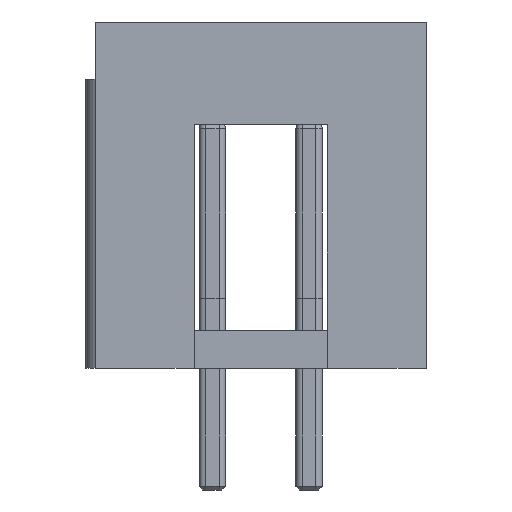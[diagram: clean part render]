
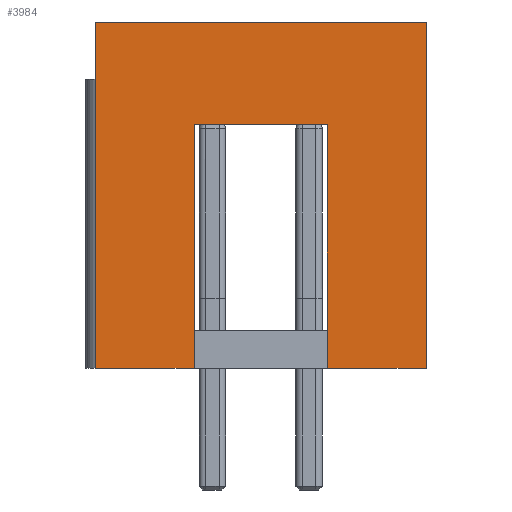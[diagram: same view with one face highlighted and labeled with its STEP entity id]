
A CAD part, left-side view. The second image highlights one B-rep face of the part: STEP entity #3984.
In plain terms, the highlighted planar face has unit normal (-1, 0, 0).
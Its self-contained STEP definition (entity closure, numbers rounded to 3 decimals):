
#69 = PLANE('',#70);
#70 = AXIS2_PLACEMENT_3D('',#71,#72,#73);
#71 = CARTESIAN_POINT('',(0.,0.,0.));
#72 = DIRECTION('',(0.,0.,1.));
#73 = DIRECTION('',(1.,0.,-0.));
#94 = VERTEX_POINT('',#95);
#95 = CARTESIAN_POINT('',(-12.88,4.35,0.));
#109 = PLANE('',#110);
#110 = AXIS2_PLACEMENT_3D('',#111,#112,#113);
#111 = CARTESIAN_POINT('',(12.88,4.35,0.));
#112 = DIRECTION('',(0.,-1.,0.));
#113 = DIRECTION('',(-1.,0.,0.));
#121 = EDGE_CURVE('',#94,#122,#124,.T.);
#122 = VERTEX_POINT('',#123);
#123 = CARTESIAN_POINT('',(-12.88,1.75,0.));
#124 = SURFACE_CURVE('',#125,(#129,#136),.PCURVE_S1.);
#125 = LINE('',#126,#127);
#126 = CARTESIAN_POINT('',(-12.88,4.35,0.));
#127 = VECTOR('',#128,1.);
#128 = DIRECTION('',(0.,-1.,0.));
#129 = PCURVE('',#69,#130);
#130 = DEFINITIONAL_REPRESENTATION('',(#131),#135);
#131 = LINE('',#132,#133);
#132 = CARTESIAN_POINT('',(-12.88,4.35));
#133 = VECTOR('',#134,1.);
#134 = DIRECTION('',(0.,-1.));
#135 = ( GEOMETRIC_REPRESENTATION_CONTEXT(2) 
PARAMETRIC_REPRESENTATION_CONTEXT() REPRESENTATION_CONTEXT('2D SPACE',''
  ) );
#136 = PCURVE('',#137,#142);
#137 = PLANE('',#138);
#138 = AXIS2_PLACEMENT_3D('',#139,#140,#141);
#139 = CARTESIAN_POINT('',(-12.88,4.35,0.));
#140 = DIRECTION('',(1.,0.,-0.));
#141 = DIRECTION('',(0.,-1.,0.));
#142 = DEFINITIONAL_REPRESENTATION('',(#143),#147);
#143 = LINE('',#144,#145);
#144 = CARTESIAN_POINT('',(0.,0.));
#145 = VECTOR('',#146,1.);
#146 = DIRECTION('',(1.,0.));
#147 = ( GEOMETRIC_REPRESENTATION_CONTEXT(2) 
PARAMETRIC_REPRESENTATION_CONTEXT() REPRESENTATION_CONTEXT('2D SPACE',''
  ) );
#165 = PLANE('',#166);
#166 = AXIS2_PLACEMENT_3D('',#167,#168,#169);
#167 = CARTESIAN_POINT('',(-11.88,1.75,0.));
#168 = DIRECTION('',(0.,-1.,0.));
#169 = DIRECTION('',(-1.,0.,0.));
#206 = VERTEX_POINT('',#207);
#207 = CARTESIAN_POINT('',(-12.88,-1.75,0.));
#221 = PLANE('',#222);
#222 = AXIS2_PLACEMENT_3D('',#223,#224,#225);
#223 = CARTESIAN_POINT('',(-12.88,-1.75,0.));
#224 = DIRECTION('',(0.,1.,0.));
#225 = DIRECTION('',(1.,0.,0.));
#233 = EDGE_CURVE('',#206,#234,#236,.T.);
#234 = VERTEX_POINT('',#235);
#235 = CARTESIAN_POINT('',(-12.88,-4.35,0.));
#236 = SURFACE_CURVE('',#237,(#241,#248),.PCURVE_S1.);
#237 = LINE('',#238,#239);
#238 = CARTESIAN_POINT('',(-12.88,4.35,0.));
#239 = VECTOR('',#240,1.);
#240 = DIRECTION('',(0.,-1.,0.));
#241 = PCURVE('',#69,#242);
#242 = DEFINITIONAL_REPRESENTATION('',(#243),#247);
#243 = LINE('',#244,#245);
#244 = CARTESIAN_POINT('',(-12.88,4.35));
#245 = VECTOR('',#246,1.);
#246 = DIRECTION('',(0.,-1.));
#247 = ( GEOMETRIC_REPRESENTATION_CONTEXT(2) 
PARAMETRIC_REPRESENTATION_CONTEXT() REPRESENTATION_CONTEXT('2D SPACE',''
  ) );
#248 = PCURVE('',#137,#249);
#249 = DEFINITIONAL_REPRESENTATION('',(#250),#254);
#250 = LINE('',#251,#252);
#251 = CARTESIAN_POINT('',(0.,0.));
#252 = VECTOR('',#253,1.);
#253 = DIRECTION('',(1.,0.));
#254 = ( GEOMETRIC_REPRESENTATION_CONTEXT(2) 
PARAMETRIC_REPRESENTATION_CONTEXT() REPRESENTATION_CONTEXT('2D SPACE',''
  ) );
#272 = PLANE('',#273);
#273 = AXIS2_PLACEMENT_3D('',#274,#275,#276);
#274 = CARTESIAN_POINT('',(-12.88,-4.35,0.));
#275 = DIRECTION('',(0.,1.,0.));
#276 = DIRECTION('',(1.,0.,0.));
#3753 = VERTEX_POINT('',#3754);
#3754 = CARTESIAN_POINT('',(-12.88,4.35,9.1));
#3768 = PLANE('',#3769);
#3769 = AXIS2_PLACEMENT_3D('',#3770,#3771,#3772);
#3770 = CARTESIAN_POINT('',(0.,0.,9.1));
#3771 = DIRECTION('',(0.,0.,1.));
#3772 = DIRECTION('',(1.,0.,-0.));
#3780 = EDGE_CURVE('',#94,#3753,#3781,.T.);
#3781 = SURFACE_CURVE('',#3782,(#3786,#3793),.PCURVE_S1.);
#3782 = LINE('',#3783,#3784);
#3783 = CARTESIAN_POINT('',(-12.88,4.35,0.));
#3784 = VECTOR('',#3785,1.);
#3785 = DIRECTION('',(0.,0.,1.));
#3786 = PCURVE('',#109,#3787);
#3787 = DEFINITIONAL_REPRESENTATION('',(#3788),#3792);
#3788 = LINE('',#3789,#3790);
#3789 = CARTESIAN_POINT('',(25.76,0.));
#3790 = VECTOR('',#3791,1.);
#3791 = DIRECTION('',(0.,-1.));
#3792 = ( GEOMETRIC_REPRESENTATION_CONTEXT(2) 
PARAMETRIC_REPRESENTATION_CONTEXT() REPRESENTATION_CONTEXT('2D SPACE',''
  ) );
#3793 = PCURVE('',#137,#3794);
#3794 = DEFINITIONAL_REPRESENTATION('',(#3795),#3799);
#3795 = LINE('',#3796,#3797);
#3796 = CARTESIAN_POINT('',(0.,0.));
#3797 = VECTOR('',#3798,1.);
#3798 = DIRECTION('',(0.,-1.));
#3799 = ( GEOMETRIC_REPRESENTATION_CONTEXT(2) 
PARAMETRIC_REPRESENTATION_CONTEXT() REPRESENTATION_CONTEXT('2D SPACE',''
  ) );
#3984 = ADVANCED_FACE('',(#3985),#137,.F.);
#3985 = FACE_BOUND('',#3986,.F.);
#3986 = EDGE_LOOP('',(#3987,#3988,#3989,#4012,#4033,#4034,#4057,#4085));
#3987 = ORIENTED_EDGE('',*,*,#121,.F.);
#3988 = ORIENTED_EDGE('',*,*,#3780,.T.);
#3989 = ORIENTED_EDGE('',*,*,#3990,.T.);
#3990 = EDGE_CURVE('',#3753,#3991,#3993,.T.);
#3991 = VERTEX_POINT('',#3992);
#3992 = CARTESIAN_POINT('',(-12.88,-4.35,9.1));
#3993 = SURFACE_CURVE('',#3994,(#3998,#4005),.PCURVE_S1.);
#3994 = LINE('',#3995,#3996);
#3995 = CARTESIAN_POINT('',(-12.88,4.35,9.1));
#3996 = VECTOR('',#3997,1.);
#3997 = DIRECTION('',(0.,-1.,0.));
#3998 = PCURVE('',#137,#3999);
#3999 = DEFINITIONAL_REPRESENTATION('',(#4000),#4004);
#4000 = LINE('',#4001,#4002);
#4001 = CARTESIAN_POINT('',(0.,-9.1));
#4002 = VECTOR('',#4003,1.);
#4003 = DIRECTION('',(1.,0.));
#4004 = ( GEOMETRIC_REPRESENTATION_CONTEXT(2) 
PARAMETRIC_REPRESENTATION_CONTEXT() REPRESENTATION_CONTEXT('2D SPACE',''
  ) );
#4005 = PCURVE('',#3768,#4006);
#4006 = DEFINITIONAL_REPRESENTATION('',(#4007),#4011);
#4007 = LINE('',#4008,#4009);
#4008 = CARTESIAN_POINT('',(-12.88,4.35));
#4009 = VECTOR('',#4010,1.);
#4010 = DIRECTION('',(0.,-1.));
#4011 = ( GEOMETRIC_REPRESENTATION_CONTEXT(2) 
PARAMETRIC_REPRESENTATION_CONTEXT() REPRESENTATION_CONTEXT('2D SPACE',''
  ) );
#4012 = ORIENTED_EDGE('',*,*,#4013,.F.);
#4013 = EDGE_CURVE('',#234,#3991,#4014,.T.);
#4014 = SURFACE_CURVE('',#4015,(#4019,#4026),.PCURVE_S1.);
#4015 = LINE('',#4016,#4017);
#4016 = CARTESIAN_POINT('',(-12.88,-4.35,0.));
#4017 = VECTOR('',#4018,1.);
#4018 = DIRECTION('',(0.,0.,1.));
#4019 = PCURVE('',#137,#4020);
#4020 = DEFINITIONAL_REPRESENTATION('',(#4021),#4025);
#4021 = LINE('',#4022,#4023);
#4022 = CARTESIAN_POINT('',(8.7,0.));
#4023 = VECTOR('',#4024,1.);
#4024 = DIRECTION('',(0.,-1.));
#4025 = ( GEOMETRIC_REPRESENTATION_CONTEXT(2) 
PARAMETRIC_REPRESENTATION_CONTEXT() REPRESENTATION_CONTEXT('2D SPACE',''
  ) );
#4026 = PCURVE('',#272,#4027);
#4027 = DEFINITIONAL_REPRESENTATION('',(#4028),#4032);
#4028 = LINE('',#4029,#4030);
#4029 = CARTESIAN_POINT('',(0.,0.));
#4030 = VECTOR('',#4031,1.);
#4031 = DIRECTION('',(0.,-1.));
#4032 = ( GEOMETRIC_REPRESENTATION_CONTEXT(2) 
PARAMETRIC_REPRESENTATION_CONTEXT() REPRESENTATION_CONTEXT('2D SPACE',''
  ) );
#4033 = ORIENTED_EDGE('',*,*,#233,.F.);
#4034 = ORIENTED_EDGE('',*,*,#4035,.T.);
#4035 = EDGE_CURVE('',#206,#4036,#4038,.T.);
#4036 = VERTEX_POINT('',#4037);
#4037 = CARTESIAN_POINT('',(-12.88,-1.75,6.4));
#4038 = SURFACE_CURVE('',#4039,(#4043,#4050),.PCURVE_S1.);
#4039 = LINE('',#4040,#4041);
#4040 = CARTESIAN_POINT('',(-12.88,-1.75,0.));
#4041 = VECTOR('',#4042,1.);
#4042 = DIRECTION('',(0.,0.,1.));
#4043 = PCURVE('',#137,#4044);
#4044 = DEFINITIONAL_REPRESENTATION('',(#4045),#4049);
#4045 = LINE('',#4046,#4047);
#4046 = CARTESIAN_POINT('',(6.1,0.));
#4047 = VECTOR('',#4048,1.);
#4048 = DIRECTION('',(0.,-1.));
#4049 = ( GEOMETRIC_REPRESENTATION_CONTEXT(2) 
PARAMETRIC_REPRESENTATION_CONTEXT() REPRESENTATION_CONTEXT('2D SPACE',''
  ) );
#4050 = PCURVE('',#221,#4051);
#4051 = DEFINITIONAL_REPRESENTATION('',(#4052),#4056);
#4052 = LINE('',#4053,#4054);
#4053 = CARTESIAN_POINT('',(0.,0.));
#4054 = VECTOR('',#4055,1.);
#4055 = DIRECTION('',(0.,-1.));
#4056 = ( GEOMETRIC_REPRESENTATION_CONTEXT(2) 
PARAMETRIC_REPRESENTATION_CONTEXT() REPRESENTATION_CONTEXT('2D SPACE',''
  ) );
#4057 = ORIENTED_EDGE('',*,*,#4058,.F.);
#4058 = EDGE_CURVE('',#4059,#4036,#4061,.T.);
#4059 = VERTEX_POINT('',#4060);
#4060 = CARTESIAN_POINT('',(-12.88,1.75,6.4));
#4061 = SURFACE_CURVE('',#4062,(#4066,#4073),.PCURVE_S1.);
#4062 = LINE('',#4063,#4064);
#4063 = CARTESIAN_POINT('',(-12.88,1.75,6.4));
#4064 = VECTOR('',#4065,1.);
#4065 = DIRECTION('',(0.,-1.,0.));
#4066 = PCURVE('',#137,#4067);
#4067 = DEFINITIONAL_REPRESENTATION('',(#4068),#4072);
#4068 = LINE('',#4069,#4070);
#4069 = CARTESIAN_POINT('',(2.6,-6.4));
#4070 = VECTOR('',#4071,1.);
#4071 = DIRECTION('',(1.,0.));
#4072 = ( GEOMETRIC_REPRESENTATION_CONTEXT(2) 
PARAMETRIC_REPRESENTATION_CONTEXT() REPRESENTATION_CONTEXT('2D SPACE',''
  ) );
#4073 = PCURVE('',#4074,#4079);
#4074 = PLANE('',#4075);
#4075 = AXIS2_PLACEMENT_3D('',#4076,#4077,#4078);
#4076 = CARTESIAN_POINT('',(-12.38,0.,6.4));
#4077 = DIRECTION('',(0.,0.,1.));
#4078 = DIRECTION('',(1.,0.,-0.));
#4079 = DEFINITIONAL_REPRESENTATION('',(#4080),#4084);
#4080 = LINE('',#4081,#4082);
#4081 = CARTESIAN_POINT('',(-0.5,1.75));
#4082 = VECTOR('',#4083,1.);
#4083 = DIRECTION('',(0.,-1.));
#4084 = ( GEOMETRIC_REPRESENTATION_CONTEXT(2) 
PARAMETRIC_REPRESENTATION_CONTEXT() REPRESENTATION_CONTEXT('2D SPACE',''
  ) );
#4085 = ORIENTED_EDGE('',*,*,#4086,.F.);
#4086 = EDGE_CURVE('',#122,#4059,#4087,.T.);
#4087 = SURFACE_CURVE('',#4088,(#4092,#4099),.PCURVE_S1.);
#4088 = LINE('',#4089,#4090);
#4089 = CARTESIAN_POINT('',(-12.88,1.75,0.));
#4090 = VECTOR('',#4091,1.);
#4091 = DIRECTION('',(0.,0.,1.));
#4092 = PCURVE('',#137,#4093);
#4093 = DEFINITIONAL_REPRESENTATION('',(#4094),#4098);
#4094 = LINE('',#4095,#4096);
#4095 = CARTESIAN_POINT('',(2.6,0.));
#4096 = VECTOR('',#4097,1.);
#4097 = DIRECTION('',(0.,-1.));
#4098 = ( GEOMETRIC_REPRESENTATION_CONTEXT(2) 
PARAMETRIC_REPRESENTATION_CONTEXT() REPRESENTATION_CONTEXT('2D SPACE',''
  ) );
#4099 = PCURVE('',#165,#4100);
#4100 = DEFINITIONAL_REPRESENTATION('',(#4101),#4105);
#4101 = LINE('',#4102,#4103);
#4102 = CARTESIAN_POINT('',(1.,0.));
#4103 = VECTOR('',#4104,1.);
#4104 = DIRECTION('',(0.,-1.));
#4105 = ( GEOMETRIC_REPRESENTATION_CONTEXT(2) 
PARAMETRIC_REPRESENTATION_CONTEXT() REPRESENTATION_CONTEXT('2D SPACE',''
  ) );
